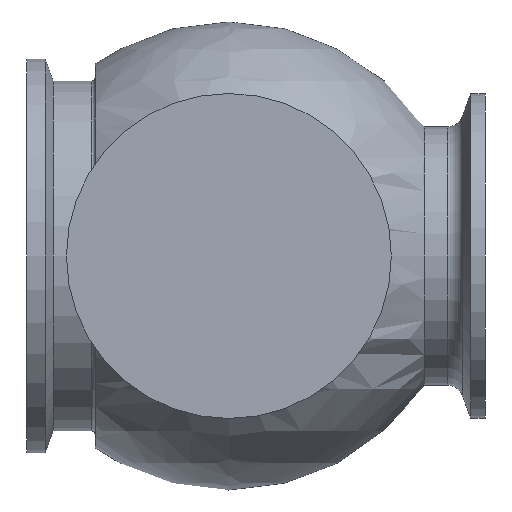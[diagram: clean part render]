
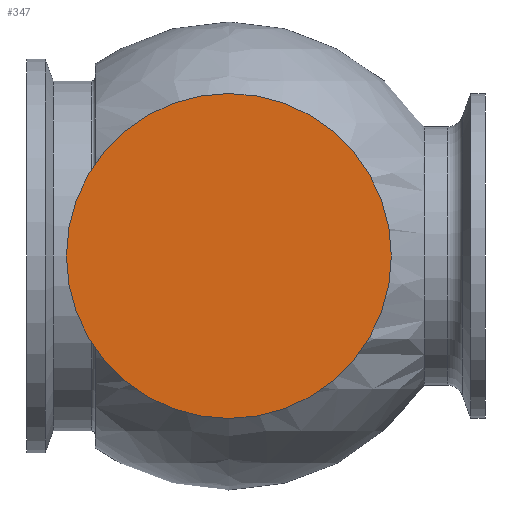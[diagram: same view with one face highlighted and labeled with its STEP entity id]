
A CAD part, left-side view. The second image highlights one B-rep face of the part: STEP entity #347.
In plain terms, the highlighted planar face has unit normal (-1, 0, 0).
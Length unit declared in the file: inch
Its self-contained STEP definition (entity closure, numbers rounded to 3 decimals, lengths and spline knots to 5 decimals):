
#27=PLANE('',#396);
#36=FACE_OUTER_BOUND('',#55,.T.);
#55=EDGE_LOOP('',(#253,#254));
#103=CIRCLE('',#397,1.258);
#104=CIRCLE('',#398,1.258);
#144=VERTEX_POINT('',#606);
#145=VERTEX_POINT('',#607);
#187=EDGE_CURVE('',#144,#145,#103,.T.);
#188=EDGE_CURVE('',#145,#144,#104,.T.);
#253=ORIENTED_EDGE('',*,*,#187,.F.);
#254=ORIENTED_EDGE('',*,*,#188,.F.);
#347=ADVANCED_FACE('',(#36),#27,.F.);
#396=AXIS2_PLACEMENT_3D('',#605,#477,#478);
#397=AXIS2_PLACEMENT_3D('',#608,#479,#480);
#398=AXIS2_PLACEMENT_3D('',#609,#481,#482);
#477=DIRECTION('center_axis',(1.,0.,0.));
#478=DIRECTION('ref_axis',(0.,0.,-1.));
#479=DIRECTION('center_axis',(1.,0.,0.));
#480=DIRECTION('ref_axis',(0.,0.,1.));
#481=DIRECTION('center_axis',(1.,0.,0.));
#482=DIRECTION('ref_axis',(0.,0.,1.));
#605=CARTESIAN_POINT('Origin',(-2.86752,1.84562,0.));
#606=CARTESIAN_POINT('',(-2.86752,0.65825,1.258));
#607=CARTESIAN_POINT('',(-2.86752,0.65825,-1.258));
#608=CARTESIAN_POINT('Origin',(-2.86752,0.65825,0.));
#609=CARTESIAN_POINT('Origin',(-2.86752,0.65825,0.));
